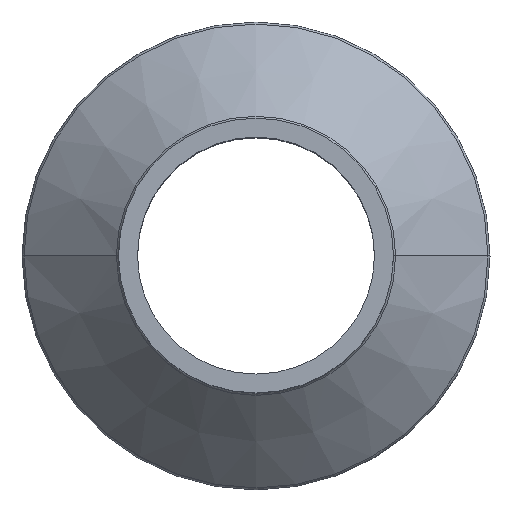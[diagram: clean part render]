
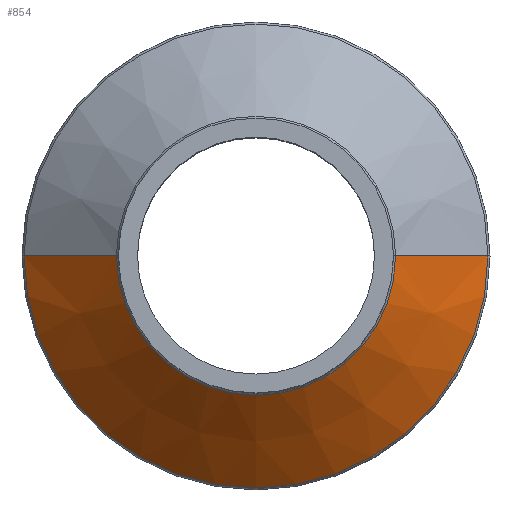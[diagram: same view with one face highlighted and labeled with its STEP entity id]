
A CAD part, top view. The second image highlights one B-rep face of the part: STEP entity #854.
In plain terms, the highlighted conical face has half-angle 46.5 degrees and reference radius 14.5 mm.
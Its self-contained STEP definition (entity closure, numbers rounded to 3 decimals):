
#72 = EDGE_CURVE ( 'NONE', #617, #637, #741, .T. ) ;
#100 = AXIS2_PLACEMENT_3D ( 'NONE', #270, #330, #320 ) ;
#152 = AXIS2_PLACEMENT_3D ( 'NONE', #483, #482, #480 ) ;
#165 = AXIS2_PLACEMENT_3D ( 'NONE', #564, #563, #561 ) ;
#182 = EDGE_CURVE ( 'NONE', #652, #637, #665, .T. ) ;
#184 = EDGE_CURVE ( 'NONE', #655, #617, #736, .T. ) ;
#186 = EDGE_CURVE ( 'NONE', #652, #655, #707, .T. ) ;
#255 = CARTESIAN_POINT ( 'NONE',  ( -14.718, 0., 9.757 ) ) ;
#258 = CARTESIAN_POINT ( 'NONE',  ( 14.718, 0., 9.757 ) ) ;
#270 = CARTESIAN_POINT ( 'NONE',  ( 0., 0., 9.964 ) ) ;
#286 = CARTESIAN_POINT ( 'NONE',  ( 24.465, 0., 0.508 ) ) ;
#320 = DIRECTION ( 'NONE',  ( -1., 0., 0. ) ) ;
#327 = CARTESIAN_POINT ( 'NONE',  ( -24.465, 0., 0.508 ) ) ;
#330 = DIRECTION ( 'NONE',  ( 0., 0., -1. ) ) ;
#480 = DIRECTION ( 'NONE',  ( -1., 0., 0. ) ) ;
#482 = DIRECTION ( 'NONE',  ( 0., 0., -1. ) ) ;
#483 = CARTESIAN_POINT ( 'NONE',  ( 0., 0., 9.757 ) ) ;
#493 = DIRECTION ( 'NONE',  ( -0.725, 0., -0.688 ) ) ;
#495 = CARTESIAN_POINT ( 'NONE',  ( -14.5, 0., 9.964 ) ) ;
#498 = DIRECTION ( 'NONE',  ( 0.725, 0., -0.688 ) ) ;
#540 = CARTESIAN_POINT ( 'NONE',  ( 14.5, 0., 9.964 ) ) ;
#561 = DIRECTION ( 'NONE',  ( 1., 0., 0. ) ) ;
#563 = DIRECTION ( 'NONE',  ( 0., 0., 1. ) ) ;
#564 = CARTESIAN_POINT ( 'NONE',  ( 0., 0., 0.508 ) ) ;
#617 = VERTEX_POINT ( 'NONE', #327 ) ;
#637 = VERTEX_POINT ( 'NONE', #286 ) ;
#652 = VERTEX_POINT ( 'NONE', #258 ) ;
#655 = VERTEX_POINT ( 'NONE', #255 ) ;
#665 = LINE ( 'NONE', #540, #705 ) ;
#705 = VECTOR ( 'NONE', #498, 1000. ) ;
#707 = CIRCLE ( 'NONE', #152, 14.718 ) ;
#731 = VECTOR ( 'NONE', #493, 1000. ) ;
#736 = LINE ( 'NONE', #495, #731 ) ;
#741 = CIRCLE ( 'NONE', #165, 24.465 ) ;
#854 = ADVANCED_FACE ( 'NONE', ( #891 ), #899, .T. ) ;
#891 = FACE_OUTER_BOUND ( 'NONE', #1019, .T. ) ;
#899 = CONICAL_SURFACE ( 'NONE', #100, 14.5, 0.812 ) ;
#943 = ORIENTED_EDGE ( 'NONE', *, *, #182, .F. ) ;
#944 = ORIENTED_EDGE ( 'NONE', *, *, #186, .T. ) ;
#945 = ORIENTED_EDGE ( 'NONE', *, *, #184, .T. ) ;
#946 = ORIENTED_EDGE ( 'NONE', *, *, #72, .T. ) ;
#1019 = EDGE_LOOP ( 'NONE', ( #943, #944, #945, #946 ) ) ;
